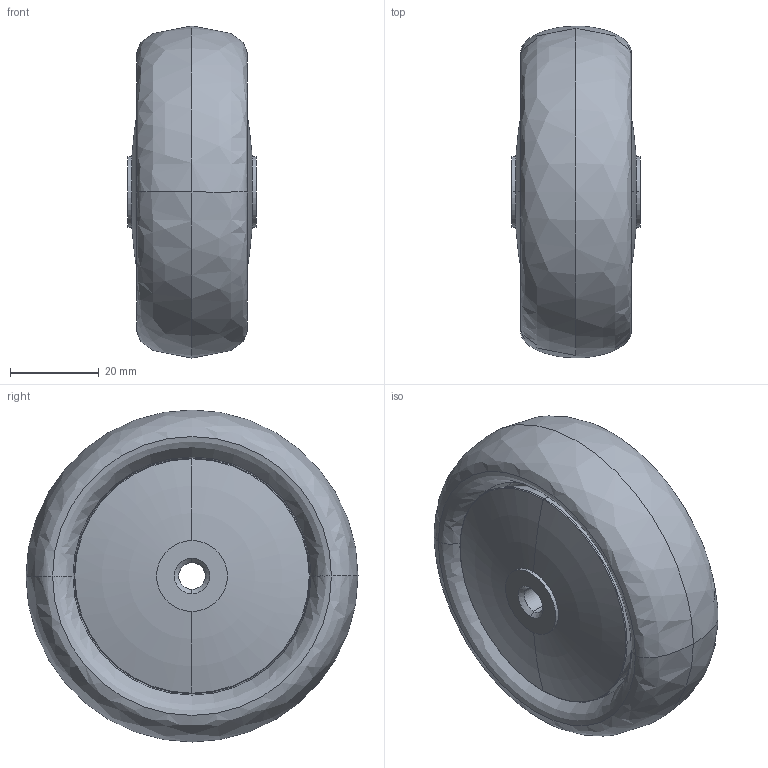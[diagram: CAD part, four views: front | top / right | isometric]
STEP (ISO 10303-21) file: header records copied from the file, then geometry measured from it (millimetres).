
FILE_DESCRIPTION (( 'STEP AP214' ), '1' );
FILE_NAME ('0017263.step', '2023-01-17T09:25:46', ( '' ), ( '' ), 'SwSTEP 2.0', 'SolidWorks 2020', '' );
FILE_SCHEMA (( 'AUTOMOTIVE_DESIGN' ));
Length unit declared in the file: millimetre
Products named in the file (1): 0017263
Bounding box: 29 x 75 x 75 mm (x, y, z)
Surface area: 20040.3 mm2 (no closed solid volume)
Topology: 0 solids, 5 shells, 48 faces, 110 edges, 66 vertices
Faces by surface type: bspline 16, cone 12, torus 8, cylinder 8, plane 4
Entity records: 2863 total; most frequent: CARTESIAN_POINT 1281, DIRECTION 234, ORIENTED_EDGE 200, EDGE_CURVE 110, AXIS2_PLACEMENT_3D 107, CIRCLE 74, VERTEX_POINT 66, EDGE_LOOP 52
